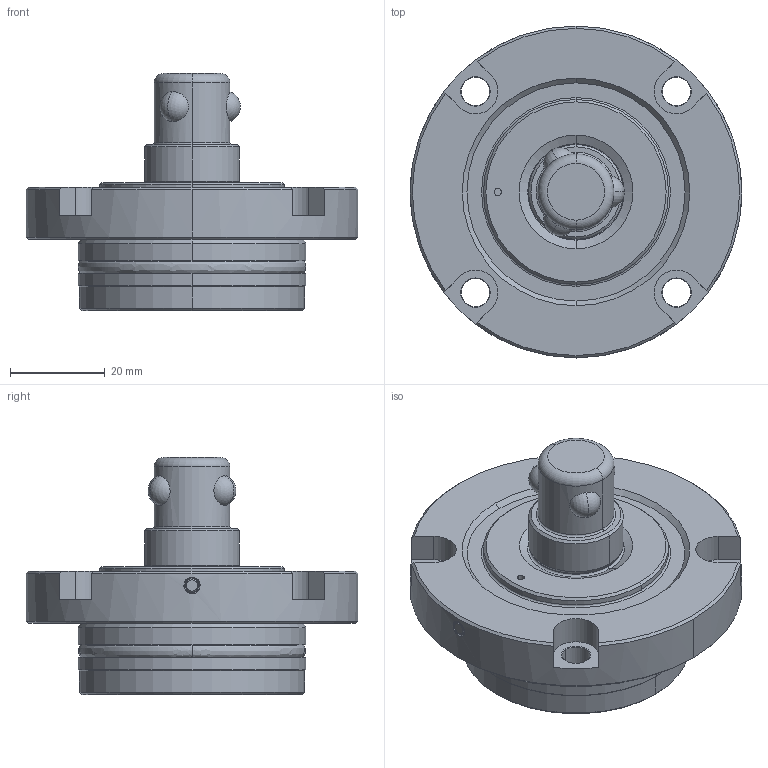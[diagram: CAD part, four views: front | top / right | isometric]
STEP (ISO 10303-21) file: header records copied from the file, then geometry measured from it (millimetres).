
FILE_DESCRIPTION (( 'STEP AP203' ), '1' );
FILE_NAME ('amwf40-w-s.STEP', '2021-10-21T07:35:39', ( '' ), ( '' ), 'SwSTEP 2.0', 'SolidWorks 2020', '' );
FILE_SCHEMA (( 'CONFIG_CONTROL_DESIGN' ));
Length unit declared in the file: millimetre
Products named in the file (1): amwf40-w-s
Bounding box: 70 x 70 x 50 mm (x, y, z)
Volume: 67860.2 mm3; surface area: 15321 mm2
Topology: 1 solids, 1 shells, 194 faces, 431 edges, 265 vertices
Faces by surface type: cylinder 72, cone 51, plane 41, torus 14, bspline 10, sphere 6
Entity records: 5890 total; most frequent: CARTESIAN_POINT 1387, DIRECTION 1021, ORIENTED_EDGE 862, AXIS2_PLACEMENT_3D 433, EDGE_CURVE 431, VERTEX_POINT 265, CIRCLE 248, EDGE_LOOP 228
